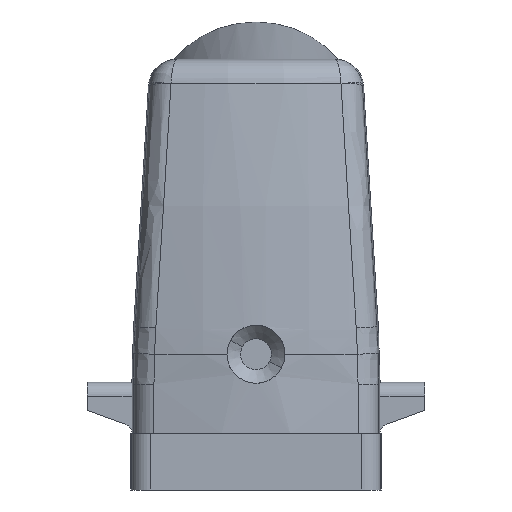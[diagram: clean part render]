
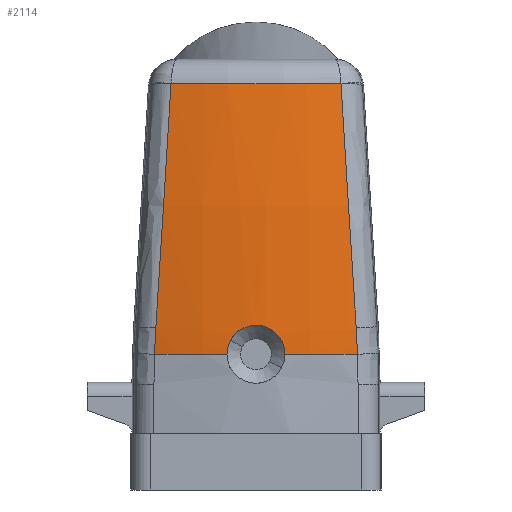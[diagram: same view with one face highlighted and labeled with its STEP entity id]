
A CAD part, front view. The second image highlights one B-rep face of the part: STEP entity #2114.
In plain terms, the highlighted face is a revolution surface.
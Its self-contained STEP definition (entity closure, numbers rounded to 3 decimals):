
#2054=AXIS2_PLACEMENT_3D('Circle Axis2P3D',#2052,#2053,$) ;
#2085=AXIS2_PLACEMENT_3D('Circle Axis2P3D',#2083,#2084,$) ;
#2098=AXIS2_PLACEMENT_3D('Circle Axis2P3D',#2096,#2097,$) ;
#1822=CARTESIAN_POINT('Vertex',(7.297,1.277,17.293)) ;
#1826=CARTESIAN_POINT('Control Point',(7.297,1.277,17.293)) ;
#1827=CARTESIAN_POINT('Control Point',(7.632,1.272,22.523)) ;
#1828=CARTESIAN_POINT('Control Point',(7.963,1.429,27.754)) ;
#1829=CARTESIAN_POINT('Control Point',(8.289,1.748,32.977)) ;
#1830=CARTESIAN_POINT('Control Point',(8.61,2.228,38.188)) ;
#1831=CARTESIAN_POINT('Control Point',(8.927,2.867,43.38)) ;
#1832=CARTESIAN_POINT('Vertex',(8.927,2.867,43.38)) ;
#1948=CARTESIAN_POINT('Vertex',(7.159,1.289,14.5)) ;
#2003=CARTESIAN_POINT('Control Point',(7.159,1.289,14.5)) ;
#2004=CARTESIAN_POINT('Control Point',(7.178,1.285,15.059)) ;
#2005=CARTESIAN_POINT('Control Point',(7.202,1.282,15.618)) ;
#2006=CARTESIAN_POINT('Control Point',(7.229,1.279,16.176)) ;
#2007=CARTESIAN_POINT('Control Point',(7.261,1.278,16.735)) ;
#2008=CARTESIAN_POINT('Control Point',(7.297,1.277,17.293)) ;
#2018=CARTESIAN_POINT('Control Point',(-2.,4.274,14.5)) ;
#2019=CARTESIAN_POINT('Control Point',(-2.,4.274,24.159)) ;
#2020=CARTESIAN_POINT('Control Point',(-1.745,4.858,33.818)) ;
#2021=CARTESIAN_POINT('Control Point',(-1.238,6.021,43.394)) ;
#2022=CARTESIAN_POINT('Axis1P Location',(18.,50.1,14.5)) ;
#2027=CARTESIAN_POINT('Control Point',(14.9,0.196,14.5)) ;
#2028=CARTESIAN_POINT('Control Point',(14.9,0.196,15.016)) ;
#2029=CARTESIAN_POINT('Control Point',(15.032,0.19,15.532)) ;
#2030=CARTESIAN_POINT('Control Point',(15.279,0.179,15.986)) ;
#2031=CARTESIAN_POINT('Vertex',(14.9,0.196,14.5)) ;
#2033=CARTESIAN_POINT('Vertex',(15.279,0.179,15.986)) ;
#2037=CARTESIAN_POINT('Control Point',(21.1,0.196,14.5)) ;
#2038=CARTESIAN_POINT('Control Point',(21.1,0.196,15.199)) ;
#2039=CARTESIAN_POINT('Control Point',(20.903,0.187,15.898)) ;
#2040=CARTESIAN_POINT('Control Point',(20.509,0.167,16.524)) ;
#2041=CARTESIAN_POINT('Control Point',(19.687,0.139,17.241)) ;
#2042=CARTESIAN_POINT('Control Point',(18.672,0.124,17.557)) ;
#2043=CARTESIAN_POINT('Control Point',(18.323,0.121,17.613)) ;
#2044=CARTESIAN_POINT('Control Point',(17.374,0.12,17.63)) ;
#2045=CARTESIAN_POINT('Control Point',(16.47,0.136,17.295)) ;
#2046=CARTESIAN_POINT('Control Point',(15.964,0.152,16.95)) ;
#2047=CARTESIAN_POINT('Control Point',(15.561,0.167,16.501)) ;
#2048=CARTESIAN_POINT('Control Point',(15.279,0.179,15.986)) ;
#2049=CARTESIAN_POINT('Vertex',(21.1,0.196,14.5)) ;
#2052=CARTESIAN_POINT('Axis2P3D Location',(18.,50.1,14.5)) ;
#2056=CARTESIAN_POINT('Vertex',(28.841,1.289,14.5)) ;
#2060=CARTESIAN_POINT('Control Point',(28.703,1.277,17.293)) ;
#2061=CARTESIAN_POINT('Control Point',(28.763,1.278,16.363)) ;
#2062=CARTESIAN_POINT('Control Point',(28.809,1.282,15.432)) ;
#2063=CARTESIAN_POINT('Control Point',(28.841,1.289,14.5)) ;
#2064=CARTESIAN_POINT('Vertex',(28.703,1.277,17.293)) ;
#2068=CARTESIAN_POINT('Control Point',(27.074,2.867,43.38)) ;
#2069=CARTESIAN_POINT('Control Point',(27.6,1.802,34.727)) ;
#2070=CARTESIAN_POINT('Control Point',(28.145,1.268,26.01)) ;
#2071=CARTESIAN_POINT('Control Point',(28.703,1.277,17.293)) ;
#2072=CARTESIAN_POINT('Vertex',(27.074,2.867,43.38)) ;
#2076=CARTESIAN_POINT('Control Point',(27.073,2.867,43.38)) ;
#2077=CARTESIAN_POINT('Control Point',(27.073,2.868,43.385)) ;
#2078=CARTESIAN_POINT('Control Point',(27.073,2.869,43.389)) ;
#2079=CARTESIAN_POINT('Control Point',(27.072,2.869,43.394)) ;
#2080=CARTESIAN_POINT('Vertex',(27.073,2.869,43.394)) ;
#2083=CARTESIAN_POINT('Axis2P3D Location',(18.,50.1,43.394)) ;
#2087=CARTESIAN_POINT('Vertex',(8.927,2.869,43.394)) ;
#2091=CARTESIAN_POINT('Control Point',(8.927,2.867,43.38)) ;
#2092=CARTESIAN_POINT('Control Point',(8.927,2.868,43.385)) ;
#2093=CARTESIAN_POINT('Control Point',(8.927,2.869,43.389)) ;
#2094=CARTESIAN_POINT('Control Point',(8.928,2.869,43.394)) ;
#2096=CARTESIAN_POINT('Axis2P3D Location',(18.,50.1,14.5)) ;
#2023=DIRECTION('Axis1P Direction',(0.,0.,1.)) ;
#2053=DIRECTION('Axis2P3D Direction',(0.,0.,1.)) ;
#2084=DIRECTION('Axis2P3D Direction',(0.,0.,1.)) ;
#2097=DIRECTION('Axis2P3D Direction',(0.,0.,1.)) ;
#2024=AXIS1_PLACEMENT('Revolution Surface Axis1P',#2022,#2023) ;
#2102=ORIENTED_EDGE('',*,*,#2035,.T.) ;
#2103=ORIENTED_EDGE('',*,*,#2051,.F.) ;
#2104=ORIENTED_EDGE('',*,*,#2058,.T.) ;
#2105=ORIENTED_EDGE('',*,*,#2066,.T.) ;
#2106=ORIENTED_EDGE('',*,*,#2074,.T.) ;
#2107=ORIENTED_EDGE('',*,*,#2082,.T.) ;
#2108=ORIENTED_EDGE('',*,*,#2089,.T.) ;
#2109=ORIENTED_EDGE('',*,*,#2095,.F.) ;
#2110=ORIENTED_EDGE('',*,*,#1834,.F.) ;
#2111=ORIENTED_EDGE('',*,*,#2009,.F.) ;
#2112=ORIENTED_EDGE('',*,*,#2100,.T.) ;
#2114=ADVANCED_FACE('Hauptk\X2\00F6\X0\rper',(#2113),#2025,.T.) ;
#1825=B_SPLINE_CURVE_WITH_KNOTS('',5,(#1826,#1827,#1828,#1829,#1830,#1831),.UNSPECIFIED.,.F.,.U.,(6,6),(12.837,49.656),.UNSPECIFIED.) ;
#2002=B_SPLINE_CURVE_WITH_KNOTS('',5,(#2003,#2004,#2005,#2006,#2007,#2008),.UNSPECIFIED.,.F.,.U.,(6,6),(9.012,12.998),.UNSPECIFIED.) ;
#2017=B_SPLINE_CURVE_WITH_KNOTS('',3,(#2018,#2019,#2020,#2021),.UNSPECIFIED.,.F.,.U.,(4,4),(0.,28.978),.UNSPECIFIED.) ;
#2026=B_SPLINE_CURVE_WITH_KNOTS('',3,(#2027,#2028,#2029,#2030),.UNSPECIFIED.,.F.,.U.,(4,4),(0.,2.191),.UNSPECIFIED.) ;
#2036=B_SPLINE_CURVE_WITH_KNOTS('',5,(#2037,#2038,#2039,#2040,#2041,#2042,#2043,#2044,#2045,#2046,#2047,#2048),.UNSPECIFIED.,.F.,.U.,(6,3,3,6),(0.,4.941,7.387,11.527),.UNSPECIFIED.) ;
#2059=B_SPLINE_CURVE_WITH_KNOTS('',3,(#2060,#2061,#2062,#2063),.UNSPECIFIED.,.F.,.U.,(4,4),(51.878,55.864),.UNSPECIFIED.) ;
#2067=B_SPLINE_CURVE_WITH_KNOTS('',3,(#2068,#2069,#2070,#2071),.UNSPECIFIED.,.F.,.U.,(4,4),(12.607,49.426),.UNSPECIFIED.) ;
#2075=B_SPLINE_CURVE_WITH_KNOTS('',3,(#2076,#2077,#2078,#2079),.UNSPECIFIED.,.F.,.U.,(4,4),(7.181,7.392),.UNSPECIFIED.) ;
#2090=B_SPLINE_CURVE_WITH_KNOTS('',3,(#2091,#2092,#2093,#2094),.UNSPECIFIED.,.F.,.U.,(4,4),(7.181,7.392),.UNSPECIFIED.) ;
#2055=CIRCLE('generated circle',#2054,50.) ;
#2086=CIRCLE('generated circle',#2085,48.094) ;
#2099=CIRCLE('generated circle',#2098,50.) ;
#1834=EDGE_CURVE('',#1823,#1833,#1825,.T.) ;
#2009=EDGE_CURVE('',#1949,#1823,#2002,.T.) ;
#2035=EDGE_CURVE('',#2032,#2034,#2026,.T.) ;
#2051=EDGE_CURVE('',#2050,#2034,#2036,.T.) ;
#2058=EDGE_CURVE('',#2050,#2057,#2055,.T.) ;
#2066=EDGE_CURVE('',#2057,#2065,#2059,.F.) ;
#2074=EDGE_CURVE('',#2065,#2073,#2067,.F.) ;
#2082=EDGE_CURVE('',#2073,#2081,#2075,.T.) ;
#2089=EDGE_CURVE('',#2081,#2088,#2086,.F.) ;
#2095=EDGE_CURVE('',#1833,#2088,#2090,.T.) ;
#2100=EDGE_CURVE('',#1949,#2032,#2099,.T.) ;
#2101=EDGE_LOOP('',(#2102,#2103,#2104,#2105,#2106,#2107,#2108,#2109,#2110,#2111,#2112)) ;
#2113=FACE_OUTER_BOUND('',#2101,.T.) ;
#2025=SURFACE_OF_REVOLUTION('Surface of Revolution',#2017,#2024) ;
#1823=VERTEX_POINT('',#1822) ;
#1833=VERTEX_POINT('',#1832) ;
#1949=VERTEX_POINT('',#1948) ;
#2032=VERTEX_POINT('',#2031) ;
#2034=VERTEX_POINT('',#2033) ;
#2050=VERTEX_POINT('',#2049) ;
#2057=VERTEX_POINT('',#2056) ;
#2065=VERTEX_POINT('',#2064) ;
#2073=VERTEX_POINT('',#2072) ;
#2081=VERTEX_POINT('',#2080) ;
#2088=VERTEX_POINT('',#2087) ;
